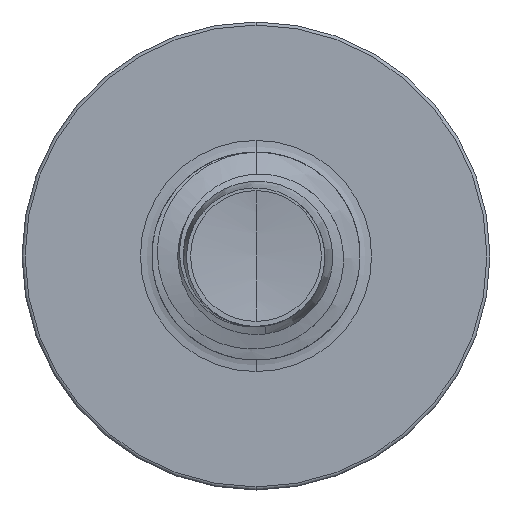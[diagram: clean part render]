
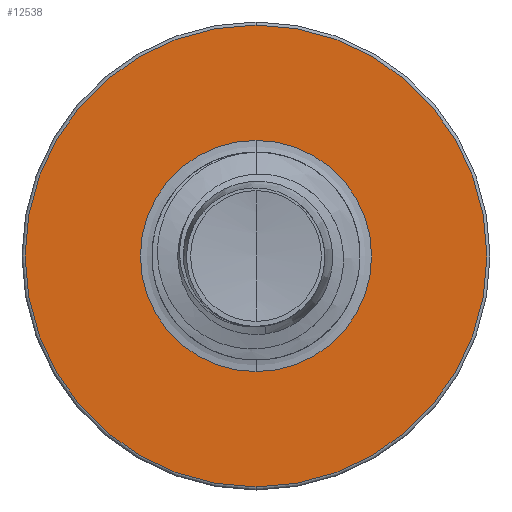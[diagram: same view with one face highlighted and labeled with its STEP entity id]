
A CAD part, front view. The second image highlights one B-rep face of the part: STEP entity #12538.
In plain terms, the highlighted planar face has unit normal (0, -1, 0).
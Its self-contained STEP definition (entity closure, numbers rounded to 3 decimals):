
#215 = CIRCLE ( 'NONE', #16056, 2.22 ) ;
#1097 = CIRCLE ( 'NONE', #19485, 2.22 ) ;
#2077 = CARTESIAN_POINT ( 'NONE',  ( 0., 6.5, 0. ) ) ;
#2100 = EDGE_CURVE ( 'NONE', #3986, #19547, #14784, .T. ) ;
#3986 = VERTEX_POINT ( 'NONE', #13753 ) ;
#4006 = DIRECTION ( 'NONE',  ( 0., 0., 1. ) ) ;
#4484 = AXIS2_PLACEMENT_3D ( 'NONE', #6316, #6236, #6232 ) ;
#4732 = EDGE_LOOP ( 'NONE', ( #5977, #6123 ) ) ;
#5024 = VERTEX_POINT ( 'NONE', #11876 ) ;
#5977 = ORIENTED_EDGE ( 'NONE', *, *, #12632, .F. ) ;
#6123 = ORIENTED_EDGE ( 'NONE', *, *, #14744, .F. ) ;
#6129 = FACE_BOUND ( 'NONE', #6850, .T. ) ;
#6198 = ORIENTED_EDGE ( 'NONE', *, *, #17704, .T. ) ;
#6232 = DIRECTION ( 'NONE',  ( 0., 0., 1. ) ) ;
#6236 = DIRECTION ( 'NONE',  ( 0., 1., 0. ) ) ;
#6282 = ORIENTED_EDGE ( 'NONE', *, *, #2100, .T. ) ;
#6298 = CARTESIAN_POINT ( 'NONE',  ( 0., 6.5, -1.112 ) ) ;
#6316 = CARTESIAN_POINT ( 'NONE',  ( 0., 6.5, 0. ) ) ;
#6495 = DIRECTION ( 'NONE',  ( 0., 1., 0. ) ) ;
#6850 = EDGE_LOOP ( 'NONE', ( #6198, #6282 ) ) ;
#8052 = DIRECTION ( 'NONE',  ( 0., 1., 0. ) ) ;
#9839 = DIRECTION ( 'NONE',  ( 0., 1., 0. ) ) ;
#10864 = AXIS2_PLACEMENT_3D ( 'NONE', #6298, #8052, #18160 ) ;
#11453 = CIRCLE ( 'NONE', #17747, 1.112 ) ;
#11524 = VERTEX_POINT ( 'NONE', #17326 ) ;
#11876 = CARTESIAN_POINT ( 'NONE',  ( 0., 6.5, -2.22 ) ) ;
#12538 = ADVANCED_FACE ( 'NONE', ( #18007, #6129 ), #16751, .F. ) ;
#12632 = EDGE_CURVE ( 'NONE', #11524, #5024, #1097, .T. ) ;
#13606 = CARTESIAN_POINT ( 'NONE',  ( 0., 6.5, 1.112 ) ) ;
#13753 = CARTESIAN_POINT ( 'NONE',  ( 0., 6.5, -1.112 ) ) ;
#13935 = DIRECTION ( 'NONE',  ( 0., 1., 0. ) ) ;
#14744 = EDGE_CURVE ( 'NONE', #5024, #11524, #215, .T. ) ;
#14784 = CIRCLE ( 'NONE', #4484, 1.112 ) ;
#15657 = CARTESIAN_POINT ( 'NONE',  ( 0., 6.5, 0. ) ) ;
#16056 = AXIS2_PLACEMENT_3D ( 'NONE', #15657, #6495, #16956 ) ;
#16751 = PLANE ( 'NONE',  #10864 ) ;
#16956 = DIRECTION ( 'NONE',  ( 0., 0., 1. ) ) ;
#17326 = CARTESIAN_POINT ( 'NONE',  ( 0., 6.5, 2.22 ) ) ;
#17704 = EDGE_CURVE ( 'NONE', #19547, #3986, #11453, .T. ) ;
#17747 = AXIS2_PLACEMENT_3D ( 'NONE', #2077, #13935, #4006 ) ;
#18007 = FACE_OUTER_BOUND ( 'NONE', #4732, .T. ) ;
#18160 = DIRECTION ( 'NONE',  ( 0., 0., 1. ) ) ;
#18222 = CARTESIAN_POINT ( 'NONE',  ( 0., 6.5, 0. ) ) ;
#19485 = AXIS2_PLACEMENT_3D ( 'NONE', #18222, #9839, #19682 ) ;
#19547 = VERTEX_POINT ( 'NONE', #13606 ) ;
#19682 = DIRECTION ( 'NONE',  ( 0., 0., 1. ) ) ;
